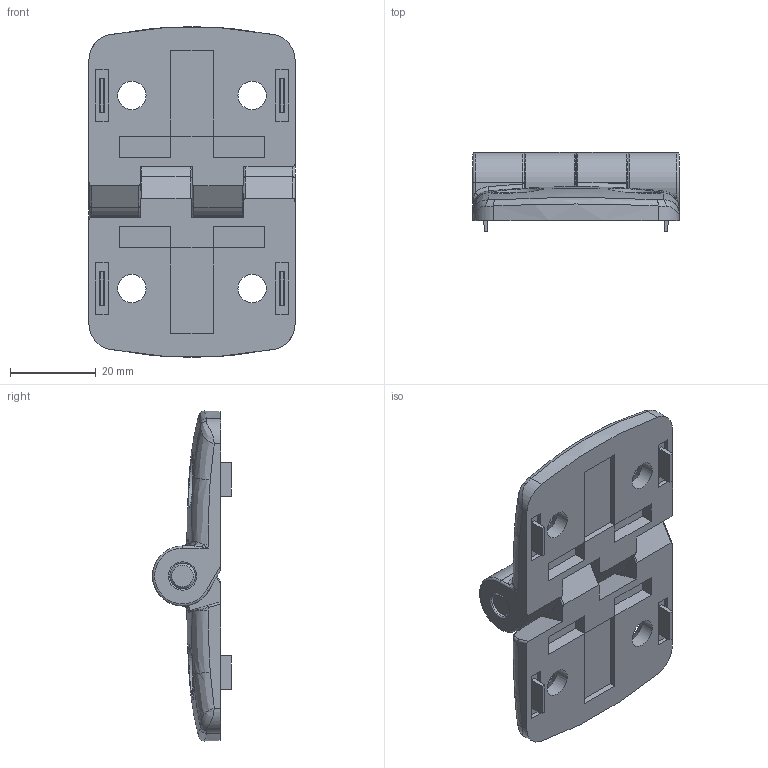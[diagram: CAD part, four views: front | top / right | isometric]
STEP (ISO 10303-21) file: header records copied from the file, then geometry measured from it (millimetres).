
FILE_DESCRIPTION((''),'2;1');
FILE_NAME('AR3365.stp','2016-08-04T14:10:53',('Envy'),(''),'Autodesk Inventor 2013','Autodesk Inventor 2013','');
FILE_SCHEMA(('AUTOMOTIVE_DESIGN { 1 0 10303 214 1 1 1 1 }'));
Length unit declared in the file: millimetre
Products named in the file (4): AR3365; AR3365 1; AR3365 2; AR3365 3
Assembly tree (3 placements, depth 2):
  AR3365
    AR3365 1
    AR3365 2
    AR3365 3
Bounding box: 48 x 18.4 x 77 mm (x, y, z)
Volume: 24752 mm3; surface area: 13306.3 mm2
Topology: 3 solids, 3 shells, 209 faces, 529 edges, 331 vertices
Faces by surface type: plane 97, bspline 48, cylinder 42, torus 16, cone 6
Full cylindrical faces by diameter (mm): 6 x5, 6.2 x1, 6.6 x4
Entity records: 8857 total; most frequent: CARTESIAN_POINT 4036, ORIENTED_EDGE 1004, DIRECTION 904, EDGE_CURVE 502, AXIS2_PLACEMENT_3D 328, VERTEX_POINT 328, EDGE_LOOP 254, VECTOR 248
